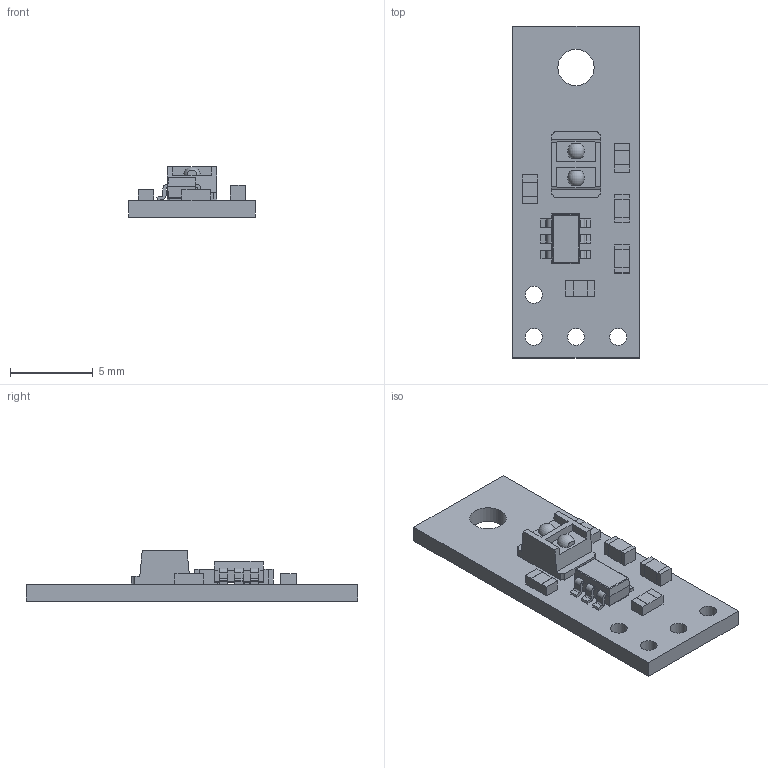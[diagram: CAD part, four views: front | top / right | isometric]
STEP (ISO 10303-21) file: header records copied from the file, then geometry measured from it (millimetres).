
FILE_DESCRIPTION (( 'STEP AP214' ), '1' );
FILE_NAME ('qtrx-01x-sensor-irs21k01.step', '2018-08-21T21:34:32', ( '' ), ( '' ), 'SwSTEP 2.0', 'SolidWorks 2016', '' );
FILE_SCHEMA (( 'AUTOMOTIVE_DESIGN' ));
Length unit declared in the file: millimetre
Products named in the file (1): qtrx-01x-sensor-irs21k01
Bounding box: 7.62 x 20 x 3.04 mm (x, y, z)
Volume: 177.3 mm3; surface area: 463.9 mm2
Topology: 1 solids, 1 shells, 554 faces, 1518 edges, 1006 vertices
Faces by surface type: plane 376, bspline 131, cylinder 45, torus 2
Full cylindrical faces by diameter (mm): 1.016 x4, 2.184 x1
Entity records: 27785 total; most frequent: CARTESIAN_POINT 8429, ORIENTED_EDGE 3026, DIRECTION 2161, EDGE_CURVE 1513, LINE 1149, VECTOR 1149, VERTEX_POINT 1006, EDGE_LOOP 625
